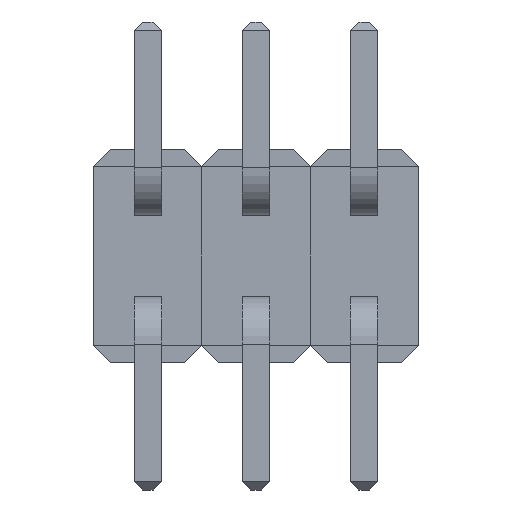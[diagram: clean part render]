
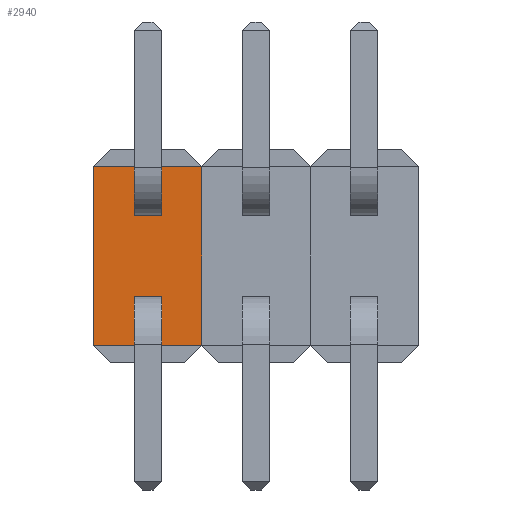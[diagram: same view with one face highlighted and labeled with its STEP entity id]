
A CAD part, front view. The second image highlights one B-rep face of the part: STEP entity #2940.
In plain terms, the highlighted planar face has unit normal (0, -1, 0).
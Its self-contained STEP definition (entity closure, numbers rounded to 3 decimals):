
#45 = VERTEX_POINT ( 'NONE', #7887 ) ;
#47 = ORIENTED_EDGE ( 'NONE', *, *, #8073, .T. ) ;
#60 = EDGE_CURVE ( 'NONE', #8397, #439, #80, .T. ) ;
#80 = LINE ( 'NONE', #2351, #4568 ) ;
#96 = ORIENTED_EDGE ( 'NONE', *, *, #2128, .T. ) ;
#258 = CARTESIAN_POINT ( 'NONE',  ( -0.32, 0.54, 2.1 ) ) ;
#378 = EDGE_CURVE ( 'NONE', #8240, #2700, #1096, .T. ) ;
#406 = CARTESIAN_POINT ( 'NONE',  ( 0.32, 0.54, -0.95 ) ) ;
#439 = VERTEX_POINT ( 'NONE', #6993 ) ;
#442 = CARTESIAN_POINT ( 'NONE',  ( 0.32, 0.54, -1.59 ) ) ;
#697 = CARTESIAN_POINT ( 'NONE',  ( 1.27, 0.54, 2.1 ) ) ;
#814 = CARTESIAN_POINT ( 'NONE',  ( -1.27, 0.54, -2.1 ) ) ;
#971 = DIRECTION ( 'NONE',  ( 0., 0., -1. ) ) ;
#1048 = CARTESIAN_POINT ( 'NONE',  ( 0.32, 0.54, 2.1 ) ) ;
#1073 = LINE ( 'NONE', #1313, #8471 ) ;
#1096 = LINE ( 'NONE', #6327, #4457 ) ;
#1251 = DIRECTION ( 'NONE',  ( -1., 0., 0. ) ) ;
#1313 = CARTESIAN_POINT ( 'NONE',  ( 1.27, 0.54, 1.59 ) ) ;
#1322 = ORIENTED_EDGE ( 'NONE', *, *, #9235, .F. ) ;
#1328 = VERTEX_POINT ( 'NONE', #6276 ) ;
#1345 = LINE ( 'NONE', #7031, #9196 ) ;
#1478 = CARTESIAN_POINT ( 'NONE',  ( -0.32, 0.54, -1.59 ) ) ;
#1551 = DIRECTION ( 'NONE',  ( 0., 0., -1. ) ) ;
#1649 = FACE_OUTER_BOUND ( 'NONE', #7651, .T. ) ;
#1669 = VECTOR ( 'NONE', #971, 1000. ) ;
#1856 = DIRECTION ( 'NONE',  ( 0., 1., 0. ) ) ;
#1884 = CARTESIAN_POINT ( 'NONE',  ( -1.27, 0.54, 2.1 ) ) ;
#2128 = EDGE_CURVE ( 'NONE', #439, #2315, #4364, .T. ) ;
#2279 = CARTESIAN_POINT ( 'NONE',  ( 1.27, 0.54, -0.95 ) ) ;
#2315 = VERTEX_POINT ( 'NONE', #406 ) ;
#2351 = CARTESIAN_POINT ( 'NONE',  ( -0.32, 0.54, 2.1 ) ) ;
#2383 = VECTOR ( 'NONE', #3924, 1000. ) ;
#2577 = DIRECTION ( 'NONE',  ( 1., 0., 0. ) ) ;
#2587 = DIRECTION ( 'NONE',  ( 0., 0., 1. ) ) ;
#2635 = PLANE ( 'NONE',  #7409 ) ;
#2700 = VERTEX_POINT ( 'NONE', #814 ) ;
#2741 = LINE ( 'NONE', #6551, #8211 ) ;
#2940 = ADVANCED_FACE ( 'NONE', ( #1649, #9037, #7140 ), #2635, .F. ) ;
#3033 = VERTEX_POINT ( 'NONE', #6116 ) ;
#3211 = CARTESIAN_POINT ( 'NONE',  ( 1.27, 0.54, -2.1 ) ) ;
#3445 = VECTOR ( 'NONE', #6779, 1000. ) ;
#3454 = ORIENTED_EDGE ( 'NONE', *, *, #4040, .T. ) ;
#3924 = DIRECTION ( 'NONE',  ( 0., 0., -1. ) ) ;
#4040 = EDGE_CURVE ( 'NONE', #8572, #8397, #2741, .T. ) ;
#4141 = CARTESIAN_POINT ( 'NONE',  ( 0.32, 0.54, 2.1 ) ) ;
#4308 = DIRECTION ( 'NONE',  ( -1., 0., 0. ) ) ;
#4344 = ORIENTED_EDGE ( 'NONE', *, *, #5321, .F. ) ;
#4364 = LINE ( 'NONE', #2279, #8959 ) ;
#4373 = VERTEX_POINT ( 'NONE', #1884 ) ;
#4457 = VECTOR ( 'NONE', #8485, 1000. ) ;
#4549 = VECTOR ( 'NONE', #2587, 1000. ) ;
#4568 = VECTOR ( 'NONE', #6601, 1000. ) ;
#4611 = EDGE_LOOP ( 'NONE', ( #7616, #6844, #1322, #7641 ) ) ;
#5039 = VERTEX_POINT ( 'NONE', #6120 ) ;
#5085 = DIRECTION ( 'NONE',  ( -1., 0., 0. ) ) ;
#5311 = EDGE_CURVE ( 'NONE', #1328, #4373, #1345, .T. ) ;
#5321 = EDGE_CURVE ( 'NONE', #1328, #8240, #7282, .T. ) ;
#5360 = VECTOR ( 'NONE', #1551, 1000. ) ;
#5366 = EDGE_LOOP ( 'NONE', ( #3454, #6138, #96, #47 ) ) ;
#5392 = LINE ( 'NONE', #6628, #9100 ) ;
#5433 = DIRECTION ( 'NONE',  ( 0., 0., 1. ) ) ;
#5612 = EDGE_CURVE ( 'NONE', #4373, #2700, #7162, .T. ) ;
#5721 = ORIENTED_EDGE ( 'NONE', *, *, #378, .F. ) ;
#5745 = EDGE_CURVE ( 'NONE', #6760, #3033, #7926, .T. ) ;
#5892 = DIRECTION ( 'NONE',  ( 1., 0., 0. ) ) ;
#6116 = CARTESIAN_POINT ( 'NONE',  ( 0.32, 0.54, 1.59 ) ) ;
#6120 = CARTESIAN_POINT ( 'NONE',  ( -0.32, 0.54, 1.59 ) ) ;
#6138 = ORIENTED_EDGE ( 'NONE', *, *, #60, .T. ) ;
#6276 = CARTESIAN_POINT ( 'NONE',  ( 1.27, 0.54, 2.1 ) ) ;
#6327 = CARTESIAN_POINT ( 'NONE',  ( 1.27, 0.54, -2.1 ) ) ;
#6336 = CARTESIAN_POINT ( 'NONE',  ( 0.32, 0.54, 0.95 ) ) ;
#6551 = CARTESIAN_POINT ( 'NONE',  ( 1.27, 0.54, -1.59 ) ) ;
#6601 = DIRECTION ( 'NONE',  ( 0., 0., 1. ) ) ;
#6628 = CARTESIAN_POINT ( 'NONE',  ( 1.27, 0.54, 0.95 ) ) ;
#6751 = CARTESIAN_POINT ( 'NONE',  ( -1.27, 0.54, 2.1 ) ) ;
#6760 = VERTEX_POINT ( 'NONE', #6336 ) ;
#6779 = DIRECTION ( 'NONE',  ( 0., 0., -1. ) ) ;
#6844 = ORIENTED_EDGE ( 'NONE', *, *, #6988, .F. ) ;
#6988 = EDGE_CURVE ( 'NONE', #45, #6760, #5392, .T. ) ;
#6993 = CARTESIAN_POINT ( 'NONE',  ( -0.32, 0.54, -0.95 ) ) ;
#7031 = CARTESIAN_POINT ( 'NONE',  ( 1.27, 0.54, 2.1 ) ) ;
#7140 = FACE_BOUND ( 'NONE', #4611, .T. ) ;
#7162 = LINE ( 'NONE', #6751, #1669 ) ;
#7282 = LINE ( 'NONE', #697, #5360 ) ;
#7409 = AXIS2_PLACEMENT_3D ( 'NONE', #9050, #1856, #5433 ) ;
#7471 = LINE ( 'NONE', #1048, #3445 ) ;
#7520 = ORIENTED_EDGE ( 'NONE', *, *, #5311, .T. ) ;
#7616 = ORIENTED_EDGE ( 'NONE', *, *, #5745, .F. ) ;
#7641 = ORIENTED_EDGE ( 'NONE', *, *, #8263, .F. ) ;
#7651 = EDGE_LOOP ( 'NONE', ( #8255, #5721, #4344, #7520 ) ) ;
#7887 = CARTESIAN_POINT ( 'NONE',  ( -0.32, 0.54, 0.95 ) ) ;
#7926 = LINE ( 'NONE', #4141, #4549 ) ;
#7984 = LINE ( 'NONE', #258, #2383 ) ;
#8073 = EDGE_CURVE ( 'NONE', #2315, #8572, #7471, .T. ) ;
#8211 = VECTOR ( 'NONE', #5085, 1000. ) ;
#8240 = VERTEX_POINT ( 'NONE', #3211 ) ;
#8255 = ORIENTED_EDGE ( 'NONE', *, *, #5612, .T. ) ;
#8263 = EDGE_CURVE ( 'NONE', #3033, #5039, #1073, .T. ) ;
#8397 = VERTEX_POINT ( 'NONE', #1478 ) ;
#8471 = VECTOR ( 'NONE', #1251, 1000. ) ;
#8485 = DIRECTION ( 'NONE',  ( -1., 0., 0. ) ) ;
#8572 = VERTEX_POINT ( 'NONE', #442 ) ;
#8959 = VECTOR ( 'NONE', #5892, 1000. ) ;
#9037 = FACE_BOUND ( 'NONE', #5366, .T. ) ;
#9050 = CARTESIAN_POINT ( 'NONE',  ( 1.27, 0.54, 2.1 ) ) ;
#9100 = VECTOR ( 'NONE', #2577, 1000. ) ;
#9196 = VECTOR ( 'NONE', #4308, 1000. ) ;
#9235 = EDGE_CURVE ( 'NONE', #5039, #45, #7984, .T. ) ;
